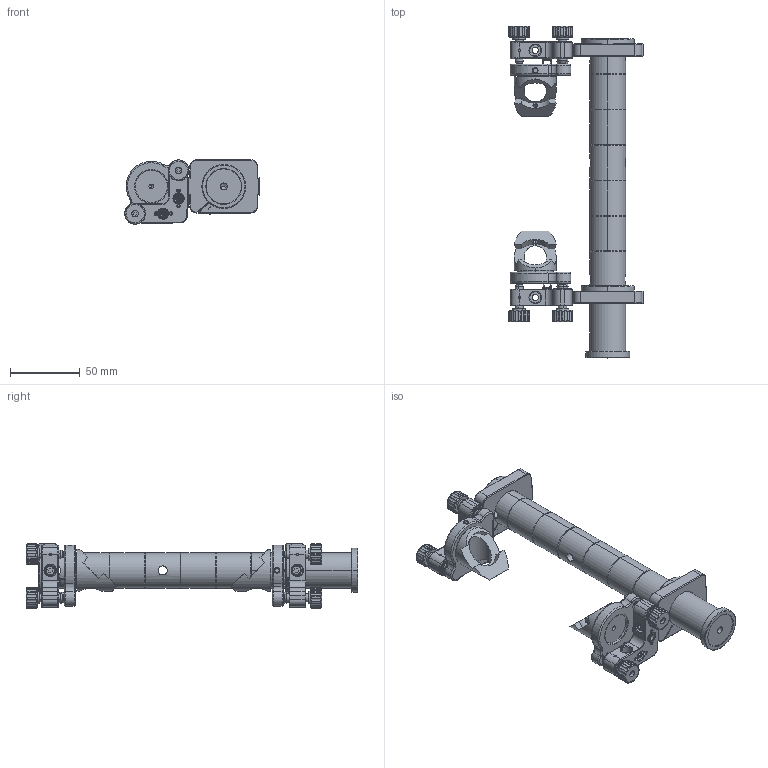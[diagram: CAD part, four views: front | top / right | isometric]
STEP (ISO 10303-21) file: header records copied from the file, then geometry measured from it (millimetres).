
FILE_DESCRIPTION (( 'STEP AP203' ), '1' );
FILE_NAME ('07BSD-4M.STEP', '2017-03-29T07:41:26', ( '' ), ( '' ), 'SwSTEP 2.0', 'SolidWorks 2016', '' );
FILE_SCHEMA (( 'CONFIG_CONTROL_DESIGN' ));
Products named in the file (1): 07BSD-4M
Bounding box: 96.3 x 237.53 x 46.05 mm (x, y, z)
Volume: 205342.6 mm3; surface area: 77499.9 mm2
Topology: 57 solids, 57 shells, 1665 faces, 4024 edges, 2470 vertices
Faces by surface type: cylinder 768, plane 393, torus 336, cone 140, sphere 16, bspline 12
Entity records: 59552 total; most frequent: CARTESIAN_POINT 20633, DIRECTION 8578, ORIENTED_EDGE 7884, EDGE_CURVE 3942, AXIS2_PLACEMENT_3D 3516, VERTEX_POINT 2448, CIRCLE 1862, EDGE_LOOP 1804
